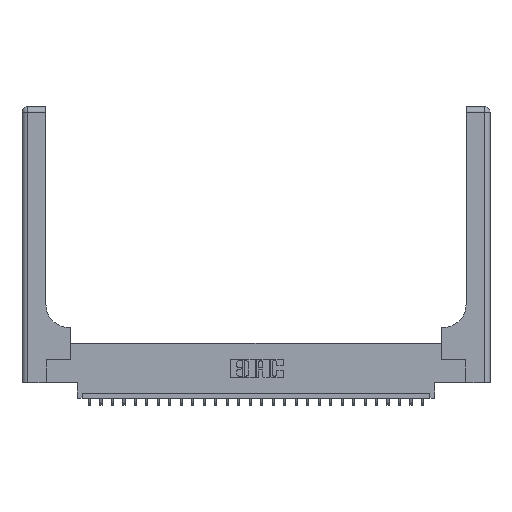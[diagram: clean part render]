
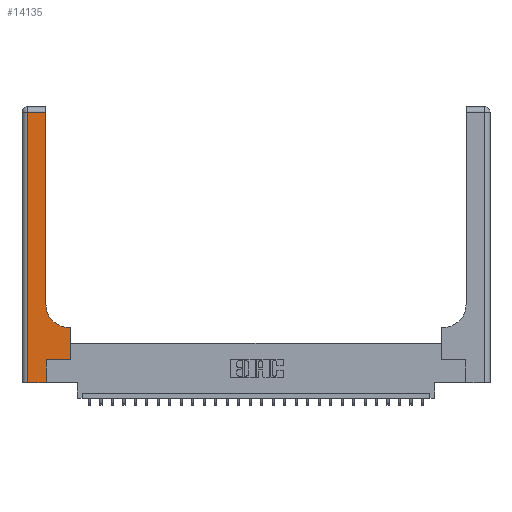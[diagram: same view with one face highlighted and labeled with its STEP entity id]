
A CAD part, top view. The second image highlights one B-rep face of the part: STEP entity #14135.
In plain terms, the highlighted planar face has unit normal (0, 0, 1).
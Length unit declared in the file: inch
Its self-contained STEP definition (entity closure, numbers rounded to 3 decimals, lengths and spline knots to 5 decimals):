
#148 = EDGE_CURVE ( 'NONE', #11390, #15222, #21268, .T. ) ;
#524 = PLANE ( 'NONE',  #16287 ) ;
#665 = CARTESIAN_POINT ( 'NONE',  ( 0.26, 0.85, 0.37 ) ) ;
#832 = ORIENTED_EDGE ( 'NONE', *, *, #148, .T. ) ;
#1575 = LINE ( 'NONE', #3498, #5621 ) ;
#1578 = DIRECTION ( 'NONE',  ( 0., 1., 0. ) ) ;
#1611 = CARTESIAN_POINT ( 'NONE',  ( 0.26, 0.6, 0.37 ) ) ;
#1887 = CARTESIAN_POINT ( 'NONE',  ( 0.51, 0.85, 0.37 ) ) ;
#2173 = EDGE_CURVE ( 'NONE', #17096, #8475, #21116, .T. ) ;
#2442 = VECTOR ( 'NONE', #20595, 39.37008 ) ;
#2529 = CARTESIAN_POINT ( 'NONE',  ( 0., 3., 0.37 ) ) ;
#2735 = EDGE_LOOP ( 'NONE', ( #832, #4064, #25533, #4684, #4719, #24754, #6694, #10383, #4680 ) ) ;
#2741 = VERTEX_POINT ( 'NONE', #9293 ) ;
#3063 = LINE ( 'NONE', #18587, #2442 ) ;
#3192 = EDGE_CURVE ( 'NONE', #25484, #17096, #4015, .T. ) ;
#3498 = CARTESIAN_POINT ( 'NONE',  ( 0.06, 3., 0.37 ) ) ;
#3855 = DIRECTION ( 'NONE',  ( 1., 0., 0. ) ) ;
#4015 = LINE ( 'NONE', #9110, #13303 ) ;
#4056 = EDGE_CURVE ( 'NONE', #8475, #11390, #23804, .T. ) ;
#4064 = ORIENTED_EDGE ( 'NONE', *, *, #13036, .T. ) ;
#4513 = DIRECTION ( 'NONE',  ( 0., 0., -1. ) ) ;
#4546 = FACE_OUTER_BOUND ( 'NONE', #2735, .T. ) ;
#4680 = ORIENTED_EDGE ( 'NONE', *, *, #4056, .T. ) ;
#4684 = ORIENTED_EDGE ( 'NONE', *, *, #10089, .T. ) ;
#4719 = ORIENTED_EDGE ( 'NONE', *, *, #7277, .T. ) ;
#5215 = DIRECTION ( 'NONE',  ( 0., 1., 0. ) ) ;
#5329 = VECTOR ( 'NONE', #7605, 39.37008 ) ;
#5621 = VECTOR ( 'NONE', #7514, 39.37008 ) ;
#6197 = DIRECTION ( 'NONE',  ( 1., 0., 0. ) ) ;
#6694 = ORIENTED_EDGE ( 'NONE', *, *, #3192, .T. ) ;
#7277 = EDGE_CURVE ( 'NONE', #7322, #10107, #10332, .T. ) ;
#7322 = VERTEX_POINT ( 'NONE', #20218 ) ;
#7514 = DIRECTION ( 'NONE',  ( 0., -1., 0. ) ) ;
#7605 = DIRECTION ( 'NONE',  ( -1., 0., 0. ) ) ;
#8187 = CARTESIAN_POINT ( 'NONE',  ( 0.26, 2.94, 0.37 ) ) ;
#8475 = VERTEX_POINT ( 'NONE', #21614 ) ;
#8842 = LINE ( 'NONE', #20051, #19370 ) ;
#9110 = CARTESIAN_POINT ( 'NONE',  ( 0.528, 0.25, 0.37 ) ) ;
#9205 = EDGE_CURVE ( 'NONE', #10107, #25484, #8842, .T. ) ;
#9293 = CARTESIAN_POINT ( 'NONE',  ( 0.06, 0., 0.37 ) ) ;
#10089 = EDGE_CURVE ( 'NONE', #2741, #7322, #16846, .T. ) ;
#10107 = VERTEX_POINT ( 'NONE', #15809 ) ;
#10332 = LINE ( 'NONE', #21407, #14964 ) ;
#10383 = ORIENTED_EDGE ( 'NONE', *, *, #2173, .T. ) ;
#11095 = CARTESIAN_POINT ( 'NONE',  ( 0.26, 3., 0.37 ) ) ;
#11390 = VERTEX_POINT ( 'NONE', #665 ) ;
#11563 = VECTOR ( 'NONE', #11809, 39.37008 ) ;
#11809 = DIRECTION ( 'NONE',  ( 1., 0., 0. ) ) ;
#13036 = EDGE_CURVE ( 'NONE', #15222, #16940, #3063, .T. ) ;
#13303 = VECTOR ( 'NONE', #24937, 39.37008 ) ;
#14135 = ADVANCED_FACE ( 'NONE', ( #4546 ), #524, .F. ) ;
#14964 = VECTOR ( 'NONE', #1578, 39.37008 ) ;
#14996 = EDGE_CURVE ( 'NONE', #16940, #2741, #1575, .T. ) ;
#15222 = VERTEX_POINT ( 'NONE', #8187 ) ;
#15721 = CARTESIAN_POINT ( 'NONE',  ( 0., 0., 0.37 ) ) ;
#15735 = DIRECTION ( 'NONE',  ( 0., 0., -1. ) ) ;
#15809 = CARTESIAN_POINT ( 'NONE',  ( 0.265, 0.25, 0.37 ) ) ;
#16287 = AXIS2_PLACEMENT_3D ( 'NONE', #2529, #4513, #18365 ) ;
#16482 = AXIS2_PLACEMENT_3D ( 'NONE', #1887, #15735, #3855 ) ;
#16764 = CARTESIAN_POINT ( 'NONE',  ( 0.528, 0.6, 0.37 ) ) ;
#16846 = LINE ( 'NONE', #15721, #11563 ) ;
#16940 = VERTEX_POINT ( 'NONE', #24204 ) ;
#17096 = VERTEX_POINT ( 'NONE', #16764 ) ;
#18365 = DIRECTION ( 'NONE',  ( -1., 0., 0. ) ) ;
#18587 = CARTESIAN_POINT ( 'NONE',  ( 0., 2.94, 0.37 ) ) ;
#19370 = VECTOR ( 'NONE', #6197, 39.37008 ) ;
#19408 = VECTOR ( 'NONE', #5215, 39.37008 ) ;
#20051 = CARTESIAN_POINT ( 'NONE',  ( 0.265, 0.25, 0.37 ) ) ;
#20218 = CARTESIAN_POINT ( 'NONE',  ( 0.265, 0., 0.37 ) ) ;
#20595 = DIRECTION ( 'NONE',  ( -1., 0., 0. ) ) ;
#21116 = LINE ( 'NONE', #1611, #5329 ) ;
#21268 = LINE ( 'NONE', #11095, #19408 ) ;
#21407 = CARTESIAN_POINT ( 'NONE',  ( 0.265, 0., 0.37 ) ) ;
#21614 = CARTESIAN_POINT ( 'NONE',  ( 0.51, 0.6, 0.37 ) ) ;
#23640 = CARTESIAN_POINT ( 'NONE',  ( 0.528, 0.25, 0.37 ) ) ;
#23804 = CIRCLE ( 'NONE', #16482, 0.25 ) ;
#24204 = CARTESIAN_POINT ( 'NONE',  ( 0.06, 2.94, 0.37 ) ) ;
#24754 = ORIENTED_EDGE ( 'NONE', *, *, #9205, .T. ) ;
#24937 = DIRECTION ( 'NONE',  ( 0., 1., 0. ) ) ;
#25484 = VERTEX_POINT ( 'NONE', #23640 ) ;
#25533 = ORIENTED_EDGE ( 'NONE', *, *, #14996, .T. ) ;
